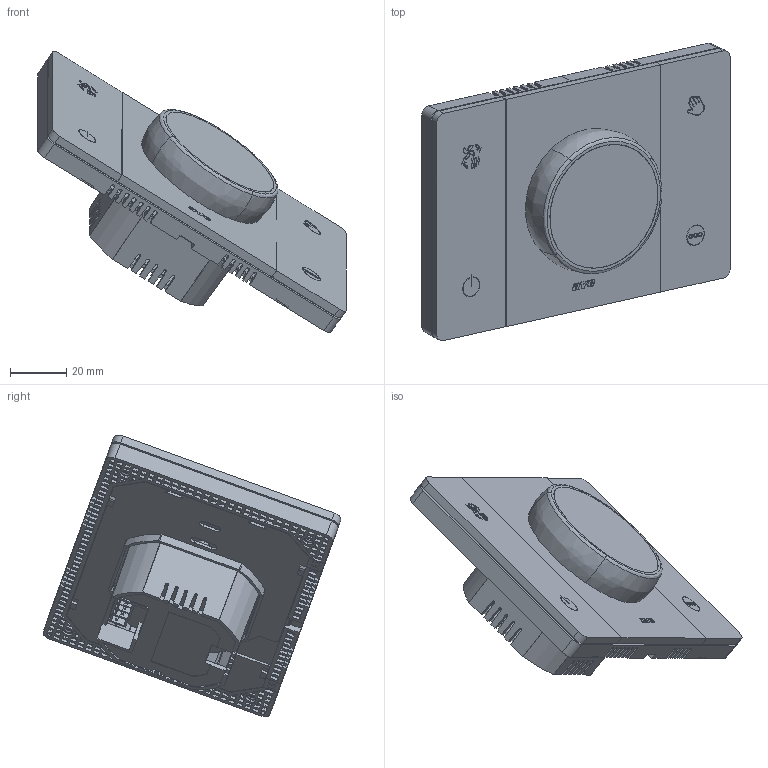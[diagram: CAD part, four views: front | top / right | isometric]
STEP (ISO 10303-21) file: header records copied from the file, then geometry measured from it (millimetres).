
FILE_DESCRIPTION(('CATIA V5 STEP Exchange'),'2;1');
FILE_NAME('443ABCRTALS.stp','2024-03-08T13:37:12+00:00',('none'),('none'),'CATIA Version 5-6 Release 2016 SP6','CATIA V5 STEP AP203','none');
FILE_SCHEMA(('CONFIG_CONTROL_DESIGN'));
Products named in the file (1): 443ABCRTALS
Assembly tree (12 placements, depth 2):
  443ABCRTALS
    #57
    #101
    #63746
    #72975
    #80586
    #86629
    #86774
    #89006
    #92289
    #98252
    #120963
    #126651
Bounding box: 109.7 x 105.97 x 100.15 mm (x, y, z)
Volume: 67926.2 mm3; surface area: 116920.7 mm2
Topology: 11 solids, 12 shells, 3652 faces, 10525 edges, 7009 vertices
Faces by surface type: plane 2300, bspline 1058, cylinder 276, extrusion 18
Entity records: 128266 total; most frequent: CARTESIAN_POINT 45910, ORIENTED_EDGE 20996, DIRECTION 11300, EDGE_CURVE 10500, VERTEX_POINT 7005, VECTOR 6073, LINE 6055, EDGE_LOOP 4062
